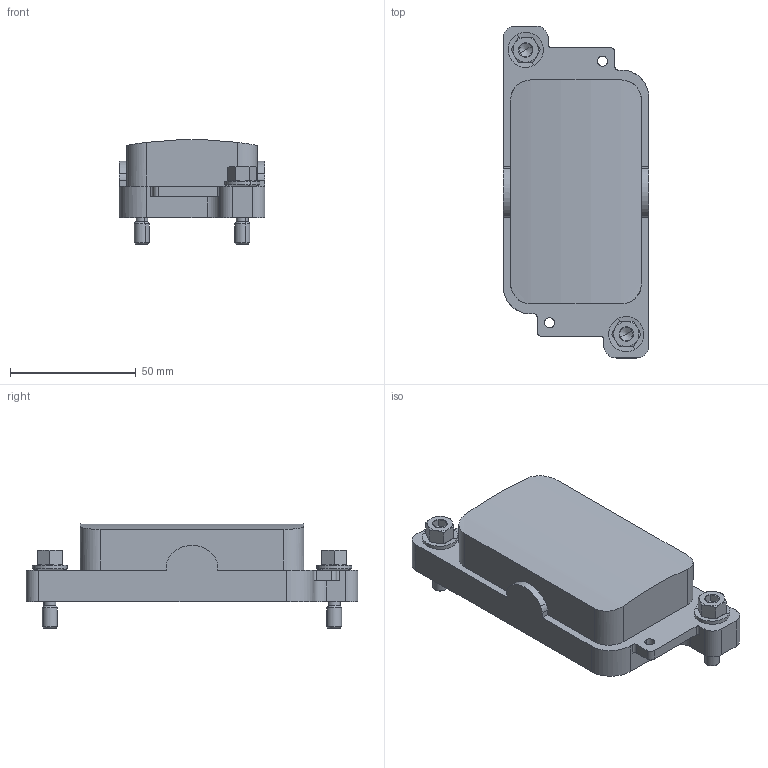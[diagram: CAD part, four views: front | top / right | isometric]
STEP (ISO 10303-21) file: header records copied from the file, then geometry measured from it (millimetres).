
FILE_DESCRIPTION(('CATIA V5 STEP','CAx-IF Rec.Pracs.--- Model Styling and Organization---1.2---2011-12-15'),'2;1');
FILE_NAME ('13325814_2', '2018-07-20T07:00:39+00:00', ('none'), ('Weidmueller'), 'CATIA Version 5-6 Release 2014 SP4 HF52', 'CATIA V5 STEP AP214', 'none');
FILE_SCHEMA(('AUTOMOTIVE_DESIGN { 1 0 10303 214 1 1 1 1 }'));
Length unit declared in the file: millimetre
Products named in the file (1): 1083060000
Bounding box: 58 x 132 x 41.38 mm (x, y, z)
Volume: 51507 mm3; surface area: 34532.8 mm2
Topology: 4 solids, 4 shells, 319 faces, 742 edges, 446 vertices
Faces by surface type: plane 107, cone 92, cylinder 91, sphere 16, torus 12, extrusion 1
Entity records: 9081 total; most frequent: CARTESIAN_POINT 2608, ORIENTED_EDGE 1476, DIRECTION 988, EDGE_CURVE 738, AXIS2_PLACEMENT_3D 448, VERTEX_POINT 446, EDGE_LOOP 348, VECTOR 334
